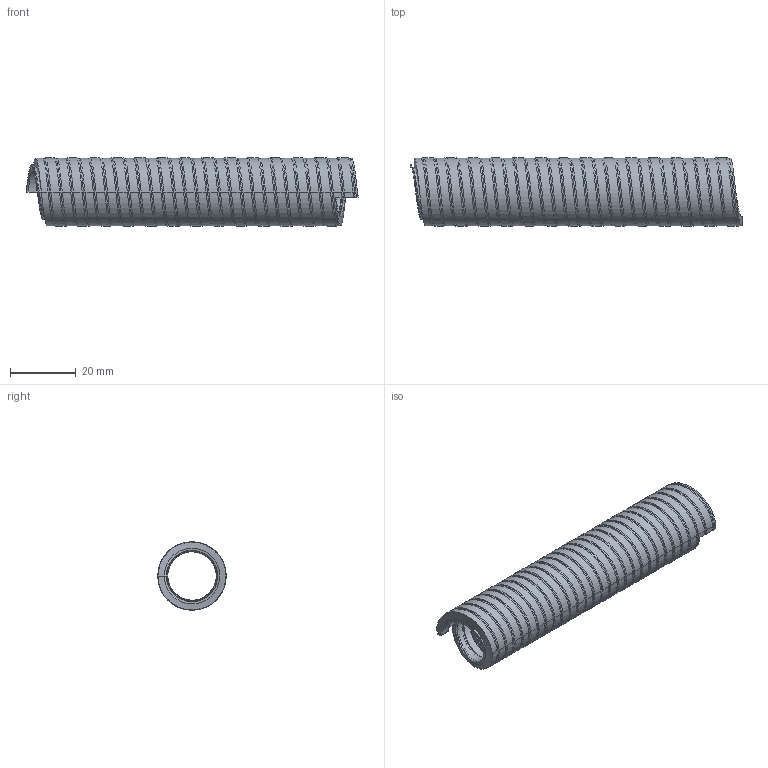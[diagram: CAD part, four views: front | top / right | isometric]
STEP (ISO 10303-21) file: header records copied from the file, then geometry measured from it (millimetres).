
FILE_DESCRIPTION(/* description */ ('Металлорукав МПГ нг черный','CAx-IF Rec.Pracs.---Representation and Presentation of Product Manufacturing Information (PMI)---4.0---2014-10-13'),/* implementation_level */ '2;1');
FILE_NAME(/* name */ '',/* time_stamp */ '2025-06-02T15:23:34+07:00',/* author */ ('zeta-82'),/* organization */ ('АО "ЗЭТА"'),/* preprocessor_version */ 'ST-DEVELOPER v19.2',/* originating_system */ 'Autodesk Inventor 2024',/* authorisation */ '');
FILE_SCHEMA (('AP242_MANAGED_MODEL_BASED_3D_ENGINEERING_MIM_LF { 1 0 10303 442 1 1 4 }'));
Products named in the file (3): ЗЭТА.104.420.000-13; ЗЭТА.104.210.000-16; Пластикат НГП 
30-32 (16) серый
Assembly tree (2 placements, depth 2):
  ЗЭТА.104.420.000-13
    ЗЭТА.104.210.000-16
    Пластикат НГП 
30-32 (16) серый
Bounding box: 100.73 x 20.7 x 20.7 mm (x, y, z)
Volume: 12385.1 mm3; surface area: 25428.7 mm2
Topology: 2 solids, 2 shells, 181 faces, 535 edges, 356 vertices
Faces by surface type: cylinder 151, bspline 26, plane 4
Full cylindrical faces by diameter (mm): 14.7 x13, 15.06 x26, 15.42 x13, 16.88 x13, 17.24 x13, 17.6 x26, 20.6 x14, 20.7 x13
Entity records: 31277 total; most frequent: CARTESIAN_POINT 26676, ORIENTED_EDGE 1070, DIRECTION 621, EDGE_CURVE 535, VERTEX_POINT 356, B_SPLINE_CURVE_WITH_KNOTS 320, AXIS2_PLACEMENT_3D 219, STYLED_ITEM 186
